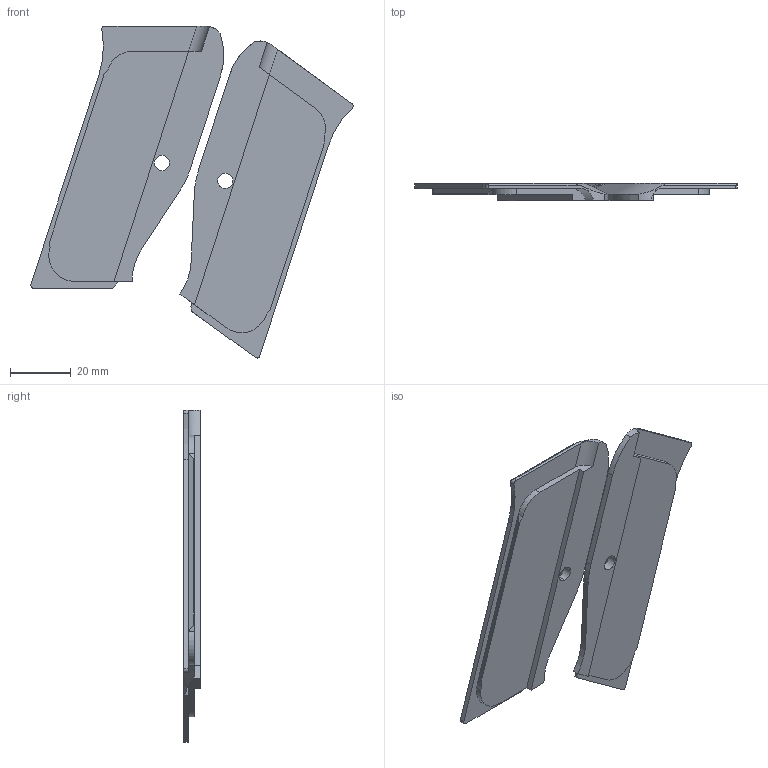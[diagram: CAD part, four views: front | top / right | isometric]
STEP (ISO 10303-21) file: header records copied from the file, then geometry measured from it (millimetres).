
FILE_DESCRIPTION (( 'STEP AP214' ), '1' );
FILE_NAME ('CZ_grip_panel_flat_smooth.STEP', '2024-05-09T18:20:40', ( '' ), ( '' ), 'SwSTEP 2.0', 'SolidWorks 2022', '' );
FILE_SCHEMA (( 'AUTOMOTIVE_DESIGN' ));
Length unit declared in the file: millimetre
Products named in the file (1): CZ_grip_panel_flat_smooth
Bounding box: 106.3 x 5.6 x 109.47 mm (x, y, z)
Volume: 22117.5 mm3; surface area: 15149.8 mm2
Topology: 2 solids, 2 shells, 78 faces, 212 edges, 136 vertices
Faces by surface type: plane 38, cylinder 30, cone 8, bspline 2
Entity records: 2745 total; most frequent: CARTESIAN_POINT 742, ORIENTED_EDGE 424, DIRECTION 396, EDGE_CURVE 212, VERTEX_POINT 136, AXIS2_PLACEMENT_3D 134, VECTOR 128, LINE 128
